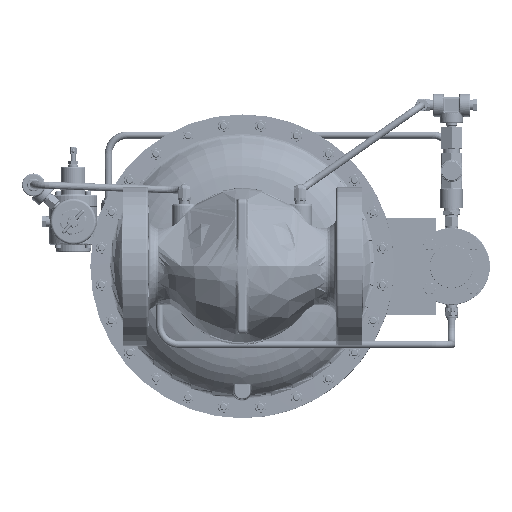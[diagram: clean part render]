
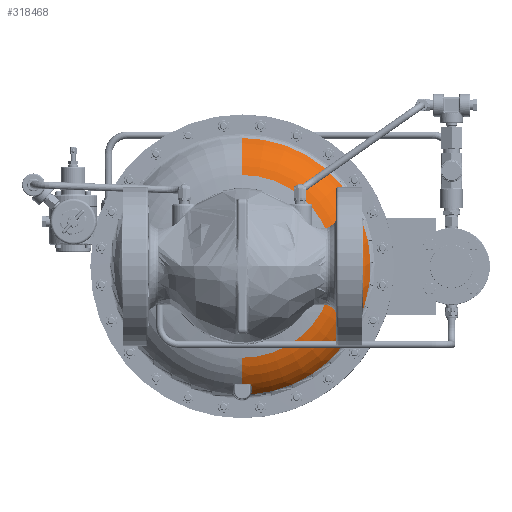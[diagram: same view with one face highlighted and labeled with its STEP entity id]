
A CAD part, front view. The second image highlights one B-rep face of the part: STEP entity #318468.
In plain terms, the highlighted toroidal (fillet/blend) face has major radius 106.491 mm and minor radius 71.438 mm.
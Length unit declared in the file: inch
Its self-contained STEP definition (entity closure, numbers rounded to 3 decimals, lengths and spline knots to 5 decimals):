
#4644 = CARTESIAN_POINT ( 'NONE',  ( 0.46185, 13.55351, -6.63818 ) ) ;
#10864 = AXIS2_PLACEMENT_3D ( 'NONE', #61471, #27315, #176351 ) ;
#11129 = AXIS2_PLACEMENT_3D ( 'NONE', #339192, #43333, #192479 ) ;
#20129 = VERTEX_POINT ( 'NONE', #128168 ) ;
#25769 = VERTEX_POINT ( 'NONE', #205414 ) ;
#27315 = DIRECTION ( 'NONE',  ( -1., 0., 0. ) ) ;
#36449 = CARTESIAN_POINT ( 'NONE',  ( 0.49524, 13.30884, -6.48403 ) ) ;
#38995 = ORIENTED_EDGE ( 'NONE', *, *, #257996, .F. ) ;
#39330 = CARTESIAN_POINT ( 'NONE',  ( 0.48296, 12.95302, -6.19006 ) ) ;
#42378 = CARTESIAN_POINT ( 'NONE',  ( 0., 12.15467, 0. ) ) ;
#43333 = DIRECTION ( 'NONE',  ( 1., 0., 0. ) ) ;
#45523 = EDGE_CURVE ( 'NONE', #25769, #407967, #194951, .T. ) ;
#53213 = CARTESIAN_POINT ( 'NONE',  ( 0., 14.91381, 0. ) ) ;
#55307 = CIRCLE ( 'NONE', #250347, 4.73785 ) ;
#57676 = ORIENTED_EDGE ( 'NONE', *, *, #361803, .F. ) ;
#58660 = CARTESIAN_POINT ( 'NONE',  ( 0.36861, 12.835, -6.0758 ) ) ;
#61471 = CARTESIAN_POINT ( 'NONE',  ( 0., 14.91381, -4.19257 ) ) ;
#69007 = B_SPLINE_CURVE_WITH_KNOTS ( 'NONE', 3,
 ( #39330, #371886, #476973, #293569, #186001, #215429 ),
 .UNSPECIFIED., .F., .F.,
 ( 4, 2, 4 ),
 ( 0., 0.00513, 0.01025 ),
 .UNSPECIFIED. ) ;
#76562 = CIRCLE ( 'NONE', #193465, 6.08697 ) ;
#77861 = CARTESIAN_POINT ( 'NONE',  ( 0.47321, 13.50356, -6.60972 ) ) ;
#81822 = VERTEX_POINT ( 'NONE', #439421 ) ;
#87279 = VERTEX_POINT ( 'NONE', #456892 ) ;
#96197 = ORIENTED_EDGE ( 'NONE', *, *, #45523, .T. ) ;
#106564 = VERTEX_POINT ( 'NONE', #233803 ) ;
#107400 = CARTESIAN_POINT ( 'NONE',  ( 0.47978, 12.92605, -6.16374 ) ) ;
#128168 = CARTESIAN_POINT ( 'NONE',  ( 0., 12.15467, 4.73785 ) ) ;
#128277 = VERTEX_POINT ( 'NONE', #376589 ) ;
#135849 = AXIS2_PLACEMENT_3D ( 'NONE', #53213, #383347, #160899 ) ;
#144090 = CARTESIAN_POINT ( 'NONE',  ( 0.39625, 12.84026, -6.07983 ) ) ;
#148861 = CARTESIAN_POINT ( 'NONE',  ( 0.49286, 13.3569, -6.51694 ) ) ;
#160899 = DIRECTION ( 'NONE',  ( 0., 0., -1. ) ) ;
#162510 = DIRECTION ( 'NONE',  ( 0., -1., 0. ) ) ;
#173561 = CARTESIAN_POINT ( 'NONE',  ( 0.35904, 12.835, -6.07637 ) ) ;
#176351 = DIRECTION ( 'NONE',  ( 0., 0., 1. ) ) ;
#180751 = CARTESIAN_POINT ( 'NONE',  ( 0.48296, 12.95302, -6.19006 ) ) ;
#186001 = CARTESIAN_POINT ( 'NONE',  ( 0.49171, 13.20691, -6.41007 ) ) ;
#192479 = DIRECTION ( 'NONE',  ( 0., 0., -1. ) ) ;
#193465 = AXIS2_PLACEMENT_3D ( 'NONE', #274822, #162510, #318779 ) ;
#194951 = B_SPLINE_CURVE_WITH_KNOTS ( 'NONE', 3,
 ( #173561, #58660, #320214, #144090, #481340, #224629, #297977, #332285, #339490, #447116, #415238, #107400, #334714, #180751 ),
 .UNSPECIFIED., .F., .F.,
 ( 4, 2, 2, 2, 2, 2, 4 ),
 ( 0., 0.00072, 0.00144, 0.00216, 0.00288, 0.00431, 0.00575 ),
 .UNSPECIFIED. ) ;
#199774 = ORIENTED_EDGE ( 'NONE', *, *, #414031, .T. ) ;
#205414 = CARTESIAN_POINT ( 'NONE',  ( 0.35904, 12.835, -6.07637 ) ) ;
#213801 = CIRCLE ( 'NONE', #10864, 2.8125 ) ;
#215429 = CARTESIAN_POINT ( 'NONE',  ( 0.49359, 13.26135, -6.44957 ) ) ;
#222695 = DIRECTION ( 'NONE',  ( 0., -1., 0. ) ) ;
#224629 = CARTESIAN_POINT ( 'NONE',  ( 0.42081, 12.85087, -6.08973 ) ) ;
#233803 = CARTESIAN_POINT ( 'NONE',  ( 0.46185, 13.55351, -6.63818 ) ) ;
#237104 = ORIENTED_EDGE ( 'NONE', *, *, #467787, .T. ) ;
#238153 = CIRCLE ( 'NONE', #300634, 4.73785 ) ;
#250347 = AXIS2_PLACEMENT_3D ( 'NONE', #42378, #413942, #411547 ) ;
#257996 = EDGE_CURVE ( 'NONE', #128277, #475092, #213801, .T. ) ;
#258807 = CIRCLE ( 'NONE', #446290, 6.65423 ) ;
#274822 = CARTESIAN_POINT ( 'NONE',  ( 0., 12.835, 0. ) ) ;
#293569 = CARTESIAN_POINT ( 'NONE',  ( 0.48988, 13.15398, -6.36868 ) ) ;
#297977 = CARTESIAN_POINT ( 'NONE',  ( 0.42808, 12.85536, -6.09407 ) ) ;
#300634 = AXIS2_PLACEMENT_3D ( 'NONE', #408479, #222695, #371909 ) ;
#310363 = VERTEX_POINT ( 'NONE', #447704 ) ;
#318215 = EDGE_CURVE ( 'NONE', #87279, #106564, #336336, .T. ) ;
#318468 = ADVANCED_FACE ( 'NONE', ( #344268 ), #455821, .T. ) ;
#318779 = DIRECTION ( 'NONE',  ( 0., 0., 1. ) ) ;
#319793 = ORIENTED_EDGE ( 'NONE', *, *, #318215, .T. ) ;
#320214 = CARTESIAN_POINT ( 'NONE',  ( 0.37797, 12.83608, -6.07641 ) ) ;
#332285 = CARTESIAN_POINT ( 'NONE',  ( 0.44104, 12.86516, -6.10364 ) ) ;
#333214 = CARTESIAN_POINT ( 'NONE',  ( 0., 13.55351, 0. ) ) ;
#334643 = CARTESIAN_POINT ( 'NONE',  ( 0.48185, 13.45426, -6.57979 ) ) ;
#334714 = CARTESIAN_POINT ( 'NONE',  ( 0.48249, 12.93939, -6.1768 ) ) ;
#336336 = B_SPLINE_CURVE_WITH_KNOTS ( 'NONE', 3,
 ( #449422, #36449, #148861, #334643, #77861, #4644 ),
 .UNSPECIFIED., .F., .F.,
 ( 4, 2, 4 ),
 ( 0., 0.00443, 0.00887 ),
 .UNSPECIFIED. ) ;
#339192 = CARTESIAN_POINT ( 'NONE',  ( 0., 14.91381, 4.19257 ) ) ;
#339490 = CARTESIAN_POINT ( 'NONE',  ( 0.44687, 12.87058, -6.10898 ) ) ;
#344268 = FACE_OUTER_BOUND ( 'NONE', #455063, .T. ) ;
#361803 = EDGE_CURVE ( 'NONE', #310363, #20129, #238153, .T. ) ;
#366193 = ORIENTED_EDGE ( 'NONE', *, *, #389838, .T. ) ;
#371886 = CARTESIAN_POINT ( 'NONE',  ( 0.48461, 13.00124, -6.23697 ) ) ;
#371909 = DIRECTION ( 'NONE',  ( 0., 0., -1. ) ) ;
#372364 = DIRECTION ( 'NONE',  ( 0., 0., 1. ) ) ;
#376589 = CARTESIAN_POINT ( 'NONE',  ( 0., 12.835, -6.08697 ) ) ;
#383347 = DIRECTION ( 'NONE',  ( 0., -1., 0. ) ) ;
#389838 = EDGE_CURVE ( 'NONE', #106564, #81822, #258807, .T. ) ;
#400121 = EDGE_CURVE ( 'NONE', #128277, #25769, #76562, .T. ) ;
#406773 = EDGE_CURVE ( 'NONE', #475092, #310363, #55307, .T. ) ;
#407967 = VERTEX_POINT ( 'NONE', #429123 ) ;
#408479 = CARTESIAN_POINT ( 'NONE',  ( 0., 12.15467, 0. ) ) ;
#410996 = CARTESIAN_POINT ( 'NONE',  ( 0., 12.15467, -4.73785 ) ) ;
#411547 = DIRECTION ( 'NONE',  ( 0., 0., -1. ) ) ;
#413942 = DIRECTION ( 'NONE',  ( 0., -1., 0. ) ) ;
#414031 = EDGE_CURVE ( 'NONE', #81822, #20129, #417118, .T. ) ;
#415238 = CARTESIAN_POINT ( 'NONE',  ( 0.46954, 12.89998, -6.13806 ) ) ;
#417118 = CIRCLE ( 'NONE', #11129, 2.8125 ) ;
#429123 = CARTESIAN_POINT ( 'NONE',  ( 0.48296, 12.95302, -6.19006 ) ) ;
#439421 = CARTESIAN_POINT ( 'NONE',  ( 0., 13.55351, 6.65423 ) ) ;
#446290 = AXIS2_PLACEMENT_3D ( 'NONE', #333214, #482248, #372364 ) ;
#447116 = CARTESIAN_POINT ( 'NONE',  ( 0.46216, 12.88763, -6.12582 ) ) ;
#447704 = CARTESIAN_POINT ( 'NONE',  ( 4.73785, 12.15467, 0. ) ) ;
#449422 = CARTESIAN_POINT ( 'NONE',  ( 0.49359, 13.26135, -6.44957 ) ) ;
#452913 = ORIENTED_EDGE ( 'NONE', *, *, #400121, .T. ) ;
#455063 = EDGE_LOOP ( 'NONE', ( #366193, #199774, #57676, #470728, #38995, #452913, #96197, #237104, #319793 ) ) ;
#455821 = TOROIDAL_SURFACE ( 'NONE', #135849, 4.19257, 2.8125 ) ;
#456892 = CARTESIAN_POINT ( 'NONE',  ( 0.49359, 13.26135, -6.44957 ) ) ;
#467787 = EDGE_CURVE ( 'NONE', #407967, #87279, #69007, .T. ) ;
#470728 = ORIENTED_EDGE ( 'NONE', *, *, #406773, .F. ) ;
#475092 = VERTEX_POINT ( 'NONE', #410996 ) ;
#476973 = CARTESIAN_POINT ( 'NONE',  ( 0.48633, 13.05115, -6.28214 ) ) ;
#481340 = CARTESIAN_POINT ( 'NONE',  ( 0.40488, 12.84332, -6.0826 ) ) ;
#482248 = DIRECTION ( 'NONE',  ( 0., -1., 0. ) ) ;
